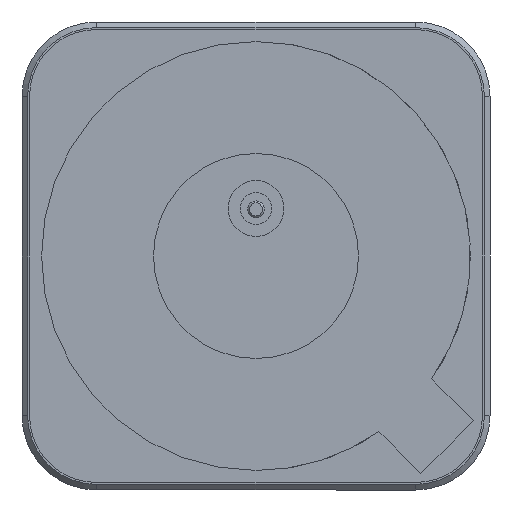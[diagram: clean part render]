
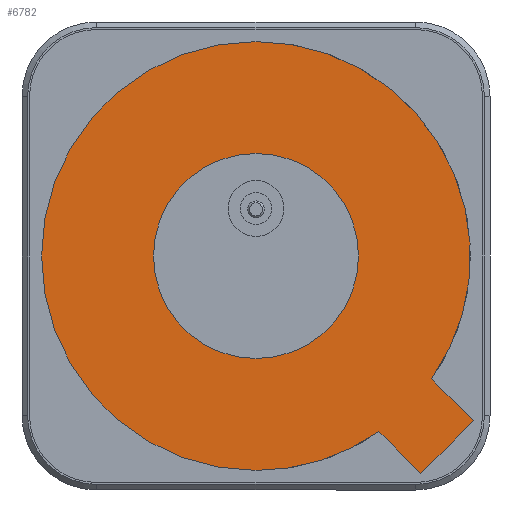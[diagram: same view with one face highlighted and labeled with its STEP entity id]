
A CAD part, front view. The second image highlights one B-rep face of the part: STEP entity #6782.
In plain terms, the highlighted planar face has unit normal (0, -1, 0).
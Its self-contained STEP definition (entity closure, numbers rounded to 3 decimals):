
#338 = CARTESIAN_POINT ( 'NONE',  ( 0., -0.1, 0. ) ) ;
#450 = EDGE_CURVE ( 'NONE', #5228, #7616, #6695, .T. ) ;
#493 = DIRECTION ( 'NONE',  ( 0.707, 0., -0.707 ) ) ;
#611 = EDGE_CURVE ( 'NONE', #1192, #8590, #5910, .T. ) ;
#879 = PLANE ( 'NONE',  #7159 ) ;
#894 = CARTESIAN_POINT ( 'NONE',  ( 6.594, -0.1, -9.422 ) ) ;
#914 = ORIENTED_EDGE ( 'NONE', *, *, #2436, .F. ) ;
#957 = DIRECTION ( 'NONE',  ( 0., 1., 0. ) ) ;
#1043 = DIRECTION ( 'NONE',  ( 0., 0., 1. ) ) ;
#1066 = VERTEX_POINT ( 'NONE', #4748 ) ;
#1192 = VERTEX_POINT ( 'NONE', #1929 ) ;
#1394 = CARTESIAN_POINT ( 'NONE',  ( 8.835, -0.1, -11.664 ) ) ;
#1403 = ORIENTED_EDGE ( 'NONE', *, *, #6595, .F. ) ;
#1692 = CARTESIAN_POINT ( 'NONE',  ( 0., -0.1, 11.5 ) ) ;
#1833 = AXIS2_PLACEMENT_3D ( 'NONE', #338, #5389, #1043 ) ;
#1929 = CARTESIAN_POINT ( 'NONE',  ( 0., -0.1, -5.5 ) ) ;
#2047 = EDGE_LOOP ( 'NONE', ( #8887, #914, #7748, #1403, #5699, #5065 ) ) ;
#2107 = DIRECTION ( 'NONE',  ( -0.707, 0., -0.707 ) ) ;
#2183 = CIRCLE ( 'NONE', #1833, 11.5 ) ;
#2276 = LINE ( 'NONE', #6730, #5928 ) ;
#2322 = LINE ( 'NONE', #5547, #4277 ) ;
#2425 = CIRCLE ( 'NONE', #5418, 11.5 ) ;
#2436 = EDGE_CURVE ( 'NONE', #3219, #1066, #4308, .T. ) ;
#2608 = CARTESIAN_POINT ( 'NONE',  ( 0., -0.1, 0. ) ) ;
#2680 = AXIS2_PLACEMENT_3D ( 'NONE', #5302, #957, #6032 ) ;
#2770 = FACE_OUTER_BOUND ( 'NONE', #2047, .T. ) ;
#2840 = DIRECTION ( 'NONE',  ( 0., 1., 0. ) ) ;
#3097 = CARTESIAN_POINT ( 'NONE',  ( 0., -0.1, 0. ) ) ;
#3219 = VERTEX_POINT ( 'NONE', #3326 ) ;
#3228 = EDGE_CURVE ( 'NONE', #8590, #1192, #5752, .T. ) ;
#3326 = CARTESIAN_POINT ( 'NONE',  ( 11.664, -0.1, -8.835 ) ) ;
#3364 = DIRECTION ( 'NONE',  ( 0., 0., 1. ) ) ;
#3505 = CARTESIAN_POINT ( 'NONE',  ( 0., -0.1, 0. ) ) ;
#3835 = DIRECTION ( 'NONE',  ( 0., 0., 1. ) ) ;
#4167 = CARTESIAN_POINT ( 'NONE',  ( 9.422, -0.1, -6.594 ) ) ;
#4234 = DIRECTION ( 'NONE',  ( 0., 0., 1. ) ) ;
#4277 = VECTOR ( 'NONE', #493, 1000. ) ;
#4308 = LINE ( 'NONE', #1394, #6003 ) ;
#4458 = EDGE_LOOP ( 'NONE', ( #8061, #8765 ) ) ;
#4717 = FACE_BOUND ( 'NONE', #4458, .T. ) ;
#4748 = CARTESIAN_POINT ( 'NONE',  ( 8.835, -0.1, -11.664 ) ) ;
#5065 = ORIENTED_EDGE ( 'NONE', *, *, #450, .F. ) ;
#5130 = AXIS2_PLACEMENT_3D ( 'NONE', #2608, #7667, #3364 ) ;
#5228 = VERTEX_POINT ( 'NONE', #894 ) ;
#5302 = CARTESIAN_POINT ( 'NONE',  ( 0., -0.1, 0. ) ) ;
#5389 = DIRECTION ( 'NONE',  ( 0., 1., 0. ) ) ;
#5418 = AXIS2_PLACEMENT_3D ( 'NONE', #7177, #2840, #7893 ) ;
#5547 = CARTESIAN_POINT ( 'NONE',  ( 9.422, -0.1, -6.594 ) ) ;
#5699 = ORIENTED_EDGE ( 'NONE', *, *, #7436, .F. ) ;
#5752 = CIRCLE ( 'NONE', #5130, 5.5 ) ;
#5819 = EDGE_CURVE ( 'NONE', #7718, #3219, #2322, .T. ) ;
#5910 = CIRCLE ( 'NONE', #6918, 5.5 ) ;
#5928 = VECTOR ( 'NONE', #7433, 1000. ) ;
#6003 = VECTOR ( 'NONE', #2107, 1000. ) ;
#6032 = DIRECTION ( 'NONE',  ( 0., 0., 1. ) ) ;
#6266 = CARTESIAN_POINT ( 'NONE',  ( 0., -0.1, -11.5 ) ) ;
#6595 = EDGE_CURVE ( 'NONE', #7411, #7718, #2425, .T. ) ;
#6695 = CIRCLE ( 'NONE', #2680, 11.5 ) ;
#6730 = CARTESIAN_POINT ( 'NONE',  ( 6.594, -0.1, -9.422 ) ) ;
#6782 = ADVANCED_FACE ( 'NONE', ( #4717, #2770 ), #879, .F. ) ;
#6918 = AXIS2_PLACEMENT_3D ( 'NONE', #3505, #8550, #4234 ) ;
#7159 = AXIS2_PLACEMENT_3D ( 'NONE', #3097, #8132, #3835 ) ;
#7177 = CARTESIAN_POINT ( 'NONE',  ( 0., -0.1, 0. ) ) ;
#7411 = VERTEX_POINT ( 'NONE', #1692 ) ;
#7433 = DIRECTION ( 'NONE',  ( -0.707, 0., 0.707 ) ) ;
#7436 = EDGE_CURVE ( 'NONE', #7616, #7411, #2183, .T. ) ;
#7616 = VERTEX_POINT ( 'NONE', #6266 ) ;
#7667 = DIRECTION ( 'NONE',  ( 0., 1., 0. ) ) ;
#7718 = VERTEX_POINT ( 'NONE', #4167 ) ;
#7748 = ORIENTED_EDGE ( 'NONE', *, *, #5819, .F. ) ;
#7887 = CARTESIAN_POINT ( 'NONE',  ( 0., -0.1, 5.5 ) ) ;
#7893 = DIRECTION ( 'NONE',  ( 0., 0., 1. ) ) ;
#7992 = EDGE_CURVE ( 'NONE', #1066, #5228, #2276, .T. ) ;
#8061 = ORIENTED_EDGE ( 'NONE', *, *, #3228, .T. ) ;
#8132 = DIRECTION ( 'NONE',  ( 0., 1., 0. ) ) ;
#8550 = DIRECTION ( 'NONE',  ( 0., 1., 0. ) ) ;
#8590 = VERTEX_POINT ( 'NONE', #7887 ) ;
#8765 = ORIENTED_EDGE ( 'NONE', *, *, #611, .T. ) ;
#8887 = ORIENTED_EDGE ( 'NONE', *, *, #7992, .F. ) ;
